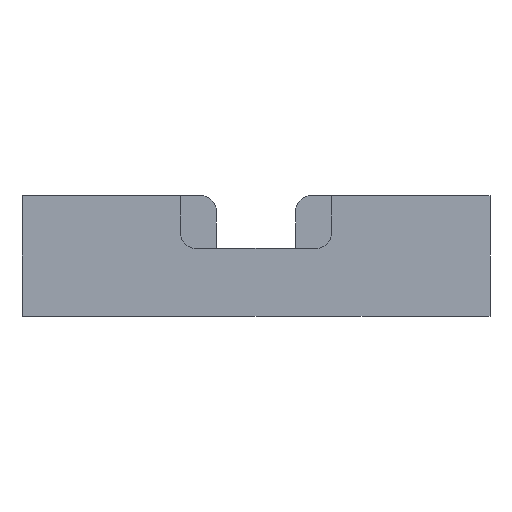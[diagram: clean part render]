
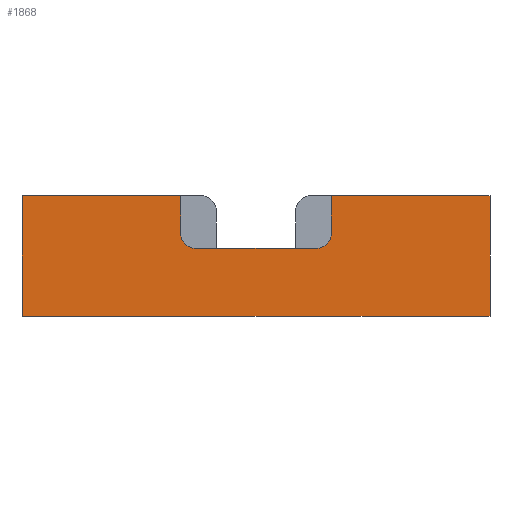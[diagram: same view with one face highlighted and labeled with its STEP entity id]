
A CAD part, front view. The second image highlights one B-rep face of the part: STEP entity #1868.
In plain terms, the highlighted planar face has unit normal (0, -1, 0).
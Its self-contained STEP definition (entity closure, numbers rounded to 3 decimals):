
#69=PLANE('',#2060);
#195=LINE('',#3028,#383);
#221=LINE('',#3093,#409);
#234=LINE('',#3128,#422);
#237=LINE('',#3133,#425);
#240=LINE('',#3139,#428);
#245=LINE('',#3155,#433);
#258=LINE('',#3187,#446);
#259=LINE('',#3189,#447);
#383=VECTOR('',#2420,10.);
#409=VECTOR('',#2494,10.);
#422=VECTOR('',#2529,10.);
#425=VECTOR('',#2534,10.);
#428=VECTOR('',#2539,10.);
#433=VECTOR('',#2560,10.);
#446=VECTOR('',#2601,10.);
#447=VECTOR('',#2604,10.);
#580=FACE_OUTER_BOUND('',#680,.T.);
#680=EDGE_LOOP('',(#1753,#1754,#1755,#1756,#1757,#1758,#1759,#1760,#1761,
#1762));
#762=CIRCLE('',#2023,2.);
#763=CIRCLE('',#2026,2.);
#910=VERTEX_POINT('',#3025);
#911=VERTEX_POINT('',#3027);
#923=VERTEX_POINT('',#3083);
#924=VERTEX_POINT('',#3085);
#926=VERTEX_POINT('',#3091);
#927=VERTEX_POINT('',#3095);
#937=VERTEX_POINT('',#3127);
#938=VERTEX_POINT('',#3131);
#940=VERTEX_POINT('',#3138);
#943=VERTEX_POINT('',#3153);
#1144=EDGE_CURVE('',#911,#910,#195,.T.);
#1174=EDGE_CURVE('',#923,#924,#762,.T.);
#1178=EDGE_CURVE('',#923,#926,#221,.T.);
#1179=EDGE_CURVE('',#927,#926,#763,.T.);
#1195=EDGE_CURVE('',#937,#924,#234,.T.);
#1198=EDGE_CURVE('',#927,#938,#237,.T.);
#1201=EDGE_CURVE('',#937,#940,#240,.T.);
#1208=EDGE_CURVE('',#943,#938,#245,.T.);
#1221=EDGE_CURVE('',#910,#940,#258,.T.);
#1222=EDGE_CURVE('',#911,#943,#259,.T.);
#1753=ORIENTED_EDGE('',*,*,#1198,.T.);
#1754=ORIENTED_EDGE('',*,*,#1208,.F.);
#1755=ORIENTED_EDGE('',*,*,#1222,.F.);
#1756=ORIENTED_EDGE('',*,*,#1144,.T.);
#1757=ORIENTED_EDGE('',*,*,#1221,.T.);
#1758=ORIENTED_EDGE('',*,*,#1201,.F.);
#1759=ORIENTED_EDGE('',*,*,#1195,.T.);
#1760=ORIENTED_EDGE('',*,*,#1174,.F.);
#1761=ORIENTED_EDGE('',*,*,#1178,.T.);
#1762=ORIENTED_EDGE('',*,*,#1179,.F.);
#1868=ADVANCED_FACE('',(#580),#69,.T.);
#2023=AXIS2_PLACEMENT_3D('',#3086,#2487,#2488);
#2026=AXIS2_PLACEMENT_3D('',#3096,#2497,#2498);
#2060=AXIS2_PLACEMENT_3D('',#3188,#2602,#2603);
#2420=DIRECTION('',(1.,0.,0.));
#2487=DIRECTION('center_axis',(0.,-1.,0.));
#2488=DIRECTION('ref_axis',(0.707,0.,-0.707));
#2494=DIRECTION('',(-1.,0.,0.));
#2497=DIRECTION('center_axis',(0.,-1.,0.));
#2498=DIRECTION('ref_axis',(-0.707,0.,-0.707));
#2529=DIRECTION('',(0.,0.,-1.));
#2534=DIRECTION('',(0.,0.,1.));
#2539=DIRECTION('',(1.,0.,0.));
#2560=DIRECTION('',(1.,0.,0.));
#2601=DIRECTION('',(0.,0.,1.));
#2602=DIRECTION('center_axis',(0.,-1.,0.));
#2603=DIRECTION('ref_axis',(1.,0.,0.));
#2604=DIRECTION('',(0.,0.,1.));
#3025=CARTESIAN_POINT('',(62.,0.,0.));
#3027=CARTESIAN_POINT('',(0.,0.,0.));
#3028=CARTESIAN_POINT('',(0.,0.,0.));
#3083=CARTESIAN_POINT('',(39.,0.,9.));
#3085=CARTESIAN_POINT('',(41.,0.,11.));
#3086=CARTESIAN_POINT('Origin',(39.,0.,11.));
#3091=CARTESIAN_POINT('',(23.,0.,9.));
#3093=CARTESIAN_POINT('',(15.5,0.,9.));
#3095=CARTESIAN_POINT('',(21.,0.,11.));
#3096=CARTESIAN_POINT('Origin',(23.,0.,11.));
#3127=CARTESIAN_POINT('',(41.,0.,16.));
#3128=CARTESIAN_POINT('',(41.,0.,8.));
#3131=CARTESIAN_POINT('',(21.,0.,16.));
#3133=CARTESIAN_POINT('',(21.,0.,8.));
#3138=CARTESIAN_POINT('',(62.,0.,16.));
#3139=CARTESIAN_POINT('',(0.,0.,16.));
#3153=CARTESIAN_POINT('',(0.,0.,16.));
#3155=CARTESIAN_POINT('',(0.,0.,16.));
#3187=CARTESIAN_POINT('',(62.,0.,0.));
#3188=CARTESIAN_POINT('Origin',(0.,0.,0.));
#3189=CARTESIAN_POINT('',(0.,0.,0.));
